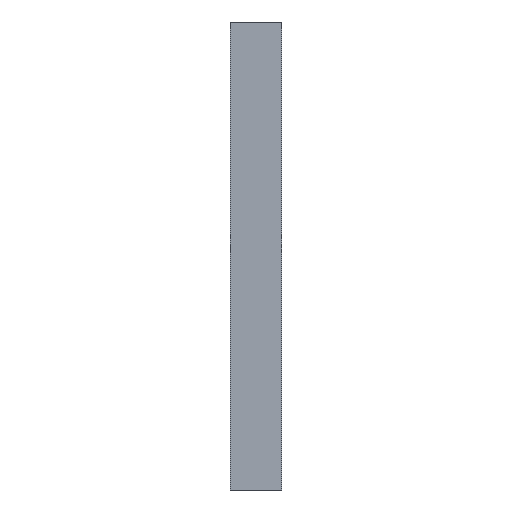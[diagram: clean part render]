
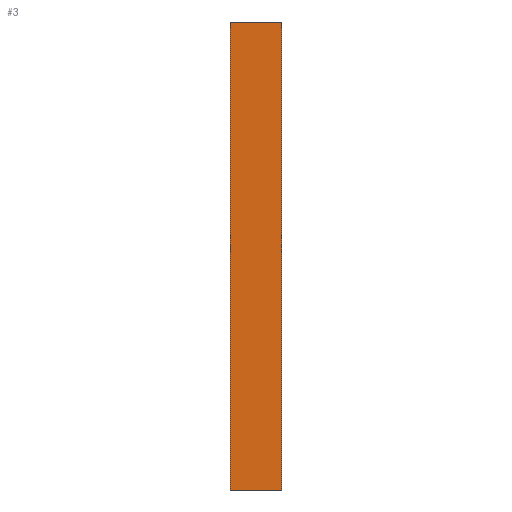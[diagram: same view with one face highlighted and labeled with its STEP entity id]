
A CAD part, left-side view. The second image highlights one B-rep face of the part: STEP entity #3.
In plain terms, the highlighted planar face has unit normal (-1, 0, 0).
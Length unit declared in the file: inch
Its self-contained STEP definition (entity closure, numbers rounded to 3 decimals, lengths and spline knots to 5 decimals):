
#3 = ADVANCED_FACE ( 'NONE', ( #468 ), #14, .T. ) ;
#14 = PLANE ( 'NONE',  #613 ) ;
#81 = CARTESIAN_POINT ( 'NONE',  ( -1.43701, -0.03937, 0. ) ) ;
#86 = DIRECTION ( 'NONE',  ( -1., 0., 0. ) ) ;
#87 = DIRECTION ( 'NONE',  ( 0., 0., 1. ) ) ;
#105 = CARTESIAN_POINT ( 'NONE',  ( -1.43701, 0., 0. ) ) ;
#111 = CARTESIAN_POINT ( 'NONE',  ( -1.43701, -0.03937, -0.35433 ) ) ;
#116 = CARTESIAN_POINT ( 'NONE',  ( -1.43701, 0., -0.35433 ) ) ;
#117 = CARTESIAN_POINT ( 'NONE',  ( -1.43701, -0.03937, 0. ) ) ;
#189 = CARTESIAN_POINT ( 'NONE',  ( -1.43701, -0.03937, 0. ) ) ;
#193 = CARTESIAN_POINT ( 'NONE',  ( -1.43701, -0.03937, 0. ) ) ;
#195 = DIRECTION ( 'NONE',  ( 0., 1., 0. ) ) ;
#197 = CARTESIAN_POINT ( 'NONE',  ( -1.43701, 0., 0. ) ) ;
#198 = DIRECTION ( 'NONE',  ( 0., 0., 1. ) ) ;
#199 = CARTESIAN_POINT ( 'NONE',  ( -1.43701, -0.03937, -0.35433 ) ) ;
#201 = DIRECTION ( 'NONE',  ( 0., 1., 0. ) ) ;
#202 = DIRECTION ( 'NONE',  ( 0., 0., 1. ) ) ;
#378 = ORIENTED_EDGE ( 'NONE', *, *, #679, .T. ) ;
#379 = ORIENTED_EDGE ( 'NONE', *, *, #683, .T. ) ;
#380 = ORIENTED_EDGE ( 'NONE', *, *, #682, .F. ) ;
#381 = ORIENTED_EDGE ( 'NONE', *, *, #681, .F. ) ;
#406 = EDGE_LOOP ( 'NONE', ( #381, #380, #379, #378 ) ) ;
#427 = VERTEX_POINT ( 'NONE', #105 ) ;
#435 = VERTEX_POINT ( 'NONE', #111 ) ;
#440 = VERTEX_POINT ( 'NONE', #116 ) ;
#441 = VERTEX_POINT ( 'NONE', #117 ) ;
#468 = FACE_OUTER_BOUND ( 'NONE', #406, .T. ) ;
#513 = LINE ( 'NONE', #193, #516 ) ;
#515 = LINE ( 'NONE', #189, #524 ) ;
#516 = VECTOR ( 'NONE', #195, 39.37008 ) ;
#517 = LINE ( 'NONE', #197, #520 ) ;
#519 = LINE ( 'NONE', #199, #522 ) ;
#520 = VECTOR ( 'NONE', #198, 39.37008 ) ;
#522 = VECTOR ( 'NONE', #201, 39.37008 ) ;
#524 = VECTOR ( 'NONE', #202, 39.37008 ) ;
#613 = AXIS2_PLACEMENT_3D ( 'NONE', #81, #86, #87 ) ;
#679 = EDGE_CURVE ( 'NONE', #441, #427, #513, .T. ) ;
#681 = EDGE_CURVE ( 'NONE', #440, #427, #517, .T. ) ;
#682 = EDGE_CURVE ( 'NONE', #435, #440, #519, .T. ) ;
#683 = EDGE_CURVE ( 'NONE', #435, #441, #515, .T. ) ;
